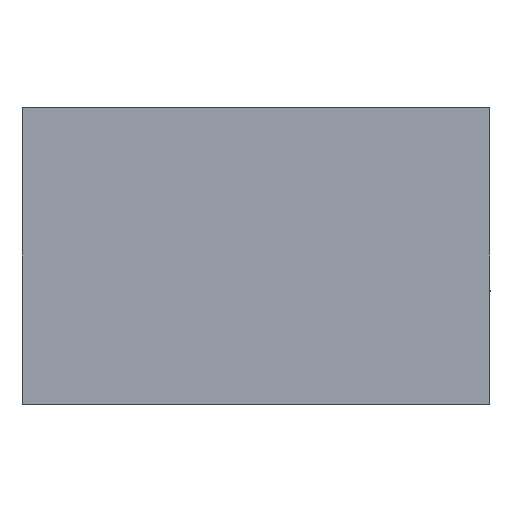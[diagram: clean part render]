
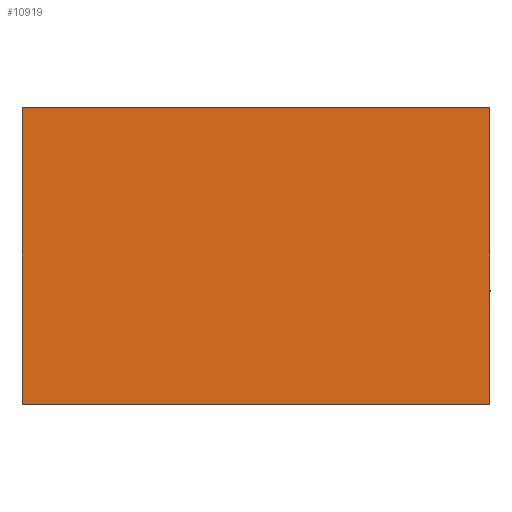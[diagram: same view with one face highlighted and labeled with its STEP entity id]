
A CAD part, left-side view. The second image highlights one B-rep face of the part: STEP entity #10919.
In plain terms, the highlighted planar face has unit normal (-1, 0, 0).
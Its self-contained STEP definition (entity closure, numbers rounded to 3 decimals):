
#1071=CIRCLE('',#11191,1.);
#1075=CIRCLE('',#11198,1.);
#1079=CIRCLE('',#11205,1.);
#1080=CIRCLE('',#11208,1.);
#1657=FACE_OUTER_BOUND('',#2283,.T.);
#2283=EDGE_LOOP('',(#10051,#10052,#10053,#10054,#10055,#10056,#10057,#10058));
#3208=LINE('',#20389,#4150);
#3220=LINE('',#20450,#4162);
#3221=LINE('',#20452,#4163);
#3222=LINE('',#20453,#4164);
#4150=VECTOR('',#12596,10.);
#4162=VECTOR('',#12678,10.);
#4163=VECTOR('',#12681,10.);
#4164=VECTOR('',#12682,10.);
#5230=VERTEX_POINT('',#20383);
#5232=VERTEX_POINT('',#20387);
#5234=VERTEX_POINT('',#20404);
#5235=VERTEX_POINT('',#20406);
#5239=VERTEX_POINT('',#20418);
#5242=VERTEX_POINT('',#20431);
#5244=VERTEX_POINT('',#20438);
#5245=VERTEX_POINT('',#20440);
#6830=EDGE_CURVE('',#5232,#5230,#3208,.T.);
#6832=EDGE_CURVE('',#5234,#5235,#1071,.T.);
#6838=EDGE_CURVE('',#5230,#5239,#1075,.T.);
#6845=EDGE_CURVE('',#5242,#5232,#1079,.T.);
#6849=EDGE_CURVE('',#5244,#5245,#1080,.T.);
#6854=EDGE_CURVE('',#5245,#5242,#3220,.T.);
#6855=EDGE_CURVE('',#5235,#5244,#3221,.T.);
#6856=EDGE_CURVE('',#5239,#5234,#3222,.T.);
#10051=ORIENTED_EDGE('',*,*,#6838,.F.);
#10052=ORIENTED_EDGE('',*,*,#6830,.F.);
#10053=ORIENTED_EDGE('',*,*,#6845,.F.);
#10054=ORIENTED_EDGE('',*,*,#6854,.F.);
#10055=ORIENTED_EDGE('',*,*,#6849,.F.);
#10056=ORIENTED_EDGE('',*,*,#6855,.F.);
#10057=ORIENTED_EDGE('',*,*,#6832,.F.);
#10058=ORIENTED_EDGE('',*,*,#6856,.F.);
#10335=PLANE('',#11213);
#10919=ADVANCED_FACE('',(#1657),#10335,.F.);
#11191=AXIS2_PLACEMENT_3D('',#20407,#12624,#12625);
#11198=AXIS2_PLACEMENT_3D('',#20419,#12639,#12640);
#11205=AXIS2_PLACEMENT_3D('',#20432,#12656,#12657);
#11208=AXIS2_PLACEMENT_3D('',#20441,#12665,#12666);
#11213=AXIS2_PLACEMENT_3D('',#20451,#12679,#12680);
#12596=DIRECTION('',(0.,0.,-1.));
#12624=DIRECTION('center_axis',(1.,0.,0.));
#12625=DIRECTION('ref_axis',(0.,0.707,-0.707));
#12639=DIRECTION('center_axis',(1.,0.,0.));
#12640=DIRECTION('ref_axis',(0.,-0.707,-0.707));
#12656=DIRECTION('center_axis',(1.,0.,0.));
#12657=DIRECTION('ref_axis',(0.,-0.707,0.707));
#12665=DIRECTION('center_axis',(1.,0.,0.));
#12666=DIRECTION('ref_axis',(0.,0.707,0.707));
#12678=DIRECTION('',(0.,-1.,0.));
#12679=DIRECTION('center_axis',(1.,0.,0.));
#12680=DIRECTION('ref_axis',(0.,0.,-1.));
#12681=DIRECTION('',(0.,0.,1.));
#12682=DIRECTION('',(0.,1.,0.));
#20383=CARTESIAN_POINT('',(0.,0.,-120.8));
#20387=CARTESIAN_POINT('',(0.,0.,-1.));
#20389=CARTESIAN_POINT('',(0.,0.,0.));
#20404=CARTESIAN_POINT('',(0.,190.4,-121.8));
#20406=CARTESIAN_POINT('',(0.,191.4,-120.8));
#20407=CARTESIAN_POINT('Origin',(0.,190.4,-120.8));
#20418=CARTESIAN_POINT('',(0.,1.,-121.8));
#20419=CARTESIAN_POINT('Origin',(0.,1.,-120.8));
#20431=CARTESIAN_POINT('',(0.,1.,0.));
#20432=CARTESIAN_POINT('Origin',(0.,1.,-1.));
#20438=CARTESIAN_POINT('',(0.,191.4,-1.));
#20440=CARTESIAN_POINT('',(0.,190.4,0.));
#20441=CARTESIAN_POINT('Origin',(0.,190.4,-1.));
#20450=CARTESIAN_POINT('',(0.,191.4,0.));
#20451=CARTESIAN_POINT('Origin',(0.,95.7,-60.9));
#20452=CARTESIAN_POINT('',(0.,191.4,-121.8));
#20453=CARTESIAN_POINT('',(0.,0.,-121.8));
